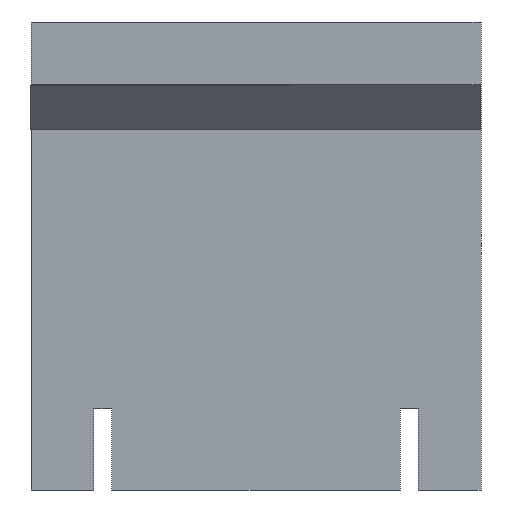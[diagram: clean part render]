
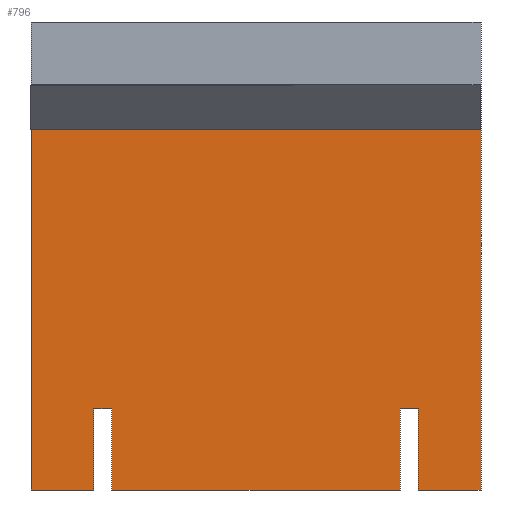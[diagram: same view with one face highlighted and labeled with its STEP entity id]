
A CAD part, front view. The second image highlights one B-rep face of the part: STEP entity #796.
In plain terms, the highlighted planar face has unit normal (0, -1, 0).
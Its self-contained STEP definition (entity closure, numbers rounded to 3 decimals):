
#126 = VERTEX_POINT('',#127);
#127 = CARTESIAN_POINT('',(22.954,15.3,0.));
#331 = EDGE_CURVE('',#332,#126,#334,.T.);
#332 = VERTEX_POINT('',#333);
#333 = CARTESIAN_POINT('',(22.95,15.3,0.));
#334 = LINE('',#335,#336);
#335 = CARTESIAN_POINT('',(-27.046,15.3,0.));
#336 = VECTOR('',#337,1.);
#337 = DIRECTION('',(1.,0.,0.));
#452 = VERTEX_POINT('',#453);
#453 = CARTESIAN_POINT('',(-27.046,15.3,-45.));
#459 = EDGE_CURVE('',#460,#452,#462,.T.);
#460 = VERTEX_POINT('',#461);
#461 = CARTESIAN_POINT('',(-27.046,15.3,-5.));
#462 = LINE('',#463,#464);
#463 = CARTESIAN_POINT('',(-27.046,15.3,0.));
#464 = VECTOR('',#465,1.);
#465 = DIRECTION('',(0.,0.,-1.));
#482 = EDGE_CURVE('',#126,#483,#485,.T.);
#483 = VERTEX_POINT('',#484);
#484 = CARTESIAN_POINT('',(22.954,15.3,-45.));
#485 = LINE('',#486,#487);
#486 = CARTESIAN_POINT('',(22.954,15.3,0.));
#487 = VECTOR('',#488,1.);
#488 = DIRECTION('',(0.,0.,-1.));
#507 = EDGE_CURVE('',#452,#508,#510,.T.);
#508 = VERTEX_POINT('',#509);
#509 = CARTESIAN_POINT('',(-20.096,15.3,-45.));
#510 = LINE('',#511,#512);
#511 = CARTESIAN_POINT('',(-27.046,15.3,-45.));
#512 = VECTOR('',#513,1.);
#513 = DIRECTION('',(1.,0.,0.));
#532 = VERTEX_POINT('',#533);
#533 = CARTESIAN_POINT('',(-20.096,15.3,-36.));
#539 = EDGE_CURVE('',#508,#532,#540,.T.);
#540 = LINE('',#541,#542);
#541 = CARTESIAN_POINT('',(-20.096,15.3,-18.));
#542 = VECTOR('',#543,1.);
#543 = DIRECTION('',(0.,0.,1.));
#556 = VERTEX_POINT('',#557);
#557 = CARTESIAN_POINT('',(-18.096,15.3,-36.));
#563 = EDGE_CURVE('',#532,#556,#564,.T.);
#564 = LINE('',#565,#566);
#565 = CARTESIAN_POINT('',(-22.571,15.3,-36.));
#566 = VECTOR('',#567,1.);
#567 = DIRECTION('',(1.,0.,0.));
#580 = VERTEX_POINT('',#581);
#581 = CARTESIAN_POINT('',(-18.096,15.3,-45.));
#587 = EDGE_CURVE('',#556,#580,#588,.T.);
#588 = LINE('',#589,#590);
#589 = CARTESIAN_POINT('',(-18.096,15.3,-22.5));
#590 = VECTOR('',#591,1.);
#591 = DIRECTION('',(-0.,-0.,-1.));
#603 = EDGE_CURVE('',#580,#604,#606,.T.);
#604 = VERTEX_POINT('',#605);
#605 = CARTESIAN_POINT('',(14.004,15.3,-45.));
#606 = LINE('',#607,#608);
#607 = CARTESIAN_POINT('',(-27.046,15.3,-45.));
#608 = VECTOR('',#609,1.);
#609 = DIRECTION('',(1.,0.,0.));
#628 = VERTEX_POINT('',#629);
#629 = CARTESIAN_POINT('',(14.004,15.3,-36.));
#635 = EDGE_CURVE('',#604,#628,#636,.T.);
#636 = LINE('',#637,#638);
#637 = CARTESIAN_POINT('',(14.004,15.3,-18.));
#638 = VECTOR('',#639,1.);
#639 = DIRECTION('',(0.,0.,1.));
#652 = VERTEX_POINT('',#653);
#653 = CARTESIAN_POINT('',(16.004,15.3,-36.));
#659 = EDGE_CURVE('',#628,#652,#660,.T.);
#660 = LINE('',#661,#662);
#661 = CARTESIAN_POINT('',(-5.521,15.3,-36.));
#662 = VECTOR('',#663,1.);
#663 = DIRECTION('',(1.,0.,0.));
#676 = VERTEX_POINT('',#677);
#677 = CARTESIAN_POINT('',(16.004,15.3,-45.));
#683 = EDGE_CURVE('',#652,#676,#684,.T.);
#684 = LINE('',#685,#686);
#685 = CARTESIAN_POINT('',(16.004,15.3,-22.5));
#686 = VECTOR('',#687,1.);
#687 = DIRECTION('',(-0.,-0.,-1.));
#699 = EDGE_CURVE('',#676,#483,#700,.T.);
#700 = LINE('',#701,#702);
#701 = CARTESIAN_POINT('',(-27.046,15.3,-45.));
#702 = VECTOR('',#703,1.);
#703 = DIRECTION('',(1.,0.,0.));
#796 = ADVANCED_FACE('',(#797),#825,.T.);
#797 = FACE_BOUND('',#798,.T.);
#798 = EDGE_LOOP('',(#799,#800,#808,#814,#815,#816,#817,#818,#819,#820,
    #821,#822,#823,#824));
#799 = ORIENTED_EDGE('',*,*,#331,.F.);
#800 = ORIENTED_EDGE('',*,*,#801,.F.);
#801 = EDGE_CURVE('',#802,#332,#804,.T.);
#802 = VERTEX_POINT('',#803);
#803 = CARTESIAN_POINT('',(22.95,15.3,-5.));
#804 = LINE('',#805,#806);
#805 = CARTESIAN_POINT('',(22.95,15.3,-5.));
#806 = VECTOR('',#807,1.);
#807 = DIRECTION('',(0.,0.,1.));
#808 = ORIENTED_EDGE('',*,*,#809,.T.);
#809 = EDGE_CURVE('',#802,#460,#810,.T.);
#810 = LINE('',#811,#812);
#811 = CARTESIAN_POINT('',(22.95,15.3,-5.));
#812 = VECTOR('',#813,1.);
#813 = DIRECTION('',(-1.,0.,0.));
#814 = ORIENTED_EDGE('',*,*,#459,.T.);
#815 = ORIENTED_EDGE('',*,*,#507,.T.);
#816 = ORIENTED_EDGE('',*,*,#539,.T.);
#817 = ORIENTED_EDGE('',*,*,#563,.T.);
#818 = ORIENTED_EDGE('',*,*,#587,.T.);
#819 = ORIENTED_EDGE('',*,*,#603,.T.);
#820 = ORIENTED_EDGE('',*,*,#635,.T.);
#821 = ORIENTED_EDGE('',*,*,#659,.T.);
#822 = ORIENTED_EDGE('',*,*,#683,.T.);
#823 = ORIENTED_EDGE('',*,*,#699,.T.);
#824 = ORIENTED_EDGE('',*,*,#482,.F.);
#825 = PLANE('',#826);
#826 = AXIS2_PLACEMENT_3D('',#827,#828,#829);
#827 = CARTESIAN_POINT('',(-27.046,15.3,0.));
#828 = DIRECTION('',(0.,-1.,0.));
#829 = DIRECTION('',(1.,0.,0.));
